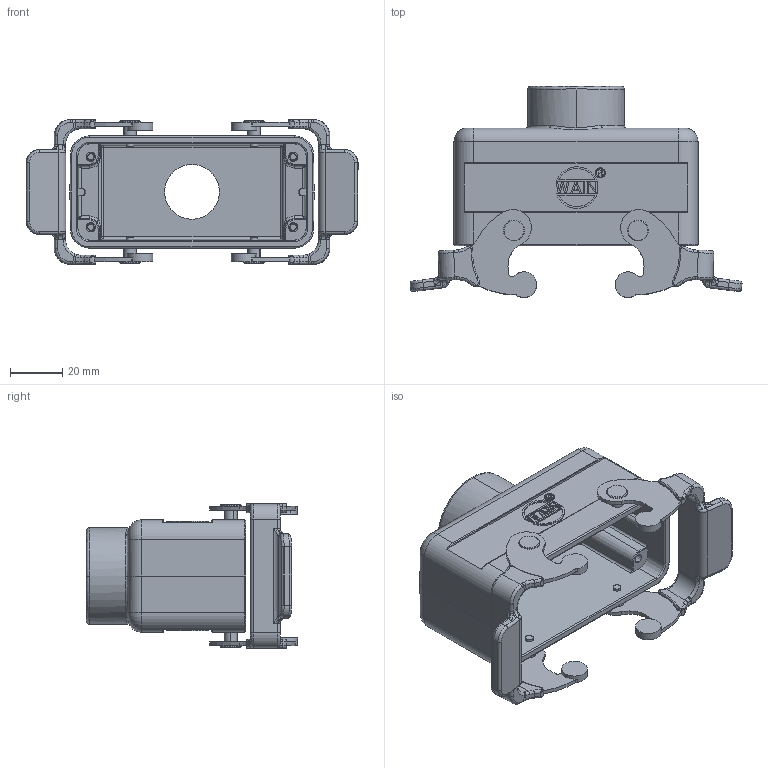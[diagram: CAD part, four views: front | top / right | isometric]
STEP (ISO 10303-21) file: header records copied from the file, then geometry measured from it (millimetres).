
FILE_DESCRIPTION (( 'STEP AP203' ), '1' );
FILE_NAME ('H16B-TE-2L_SC-M25.STEP', '2018-07-24T05:53:58', ( '微软用户' ), ( '微软中国' ), 'SwSTEP 2.0', 'SolidWorks 2012', '' );
FILE_SCHEMA (( 'CONFIG_CONTROL_DESIGN' ));
Length unit declared in the file: millimetre
Products named in the file (1): H16B-TE-2L_SC-M25
Bounding box: 127.15 x 80.82 x 55.41 mm (x, y, z)
Volume: 73717.9 mm3; surface area: 43586.2 mm2
Topology: 1 solids, 1 shells, 818 faces, 1998 edges, 1200 vertices
Faces by surface type: plane 280, cylinder 246, bspline 134, torus 112, cone 46
Entity records: 28613 total; most frequent: CARTESIAN_POINT 10215, ORIENTED_EDGE 3928, DIRECTION 3741, EDGE_CURVE 1964, AXIS2_PLACEMENT_3D 1418, VERTEX_POINT 1200, LINE 905, VECTOR 905
